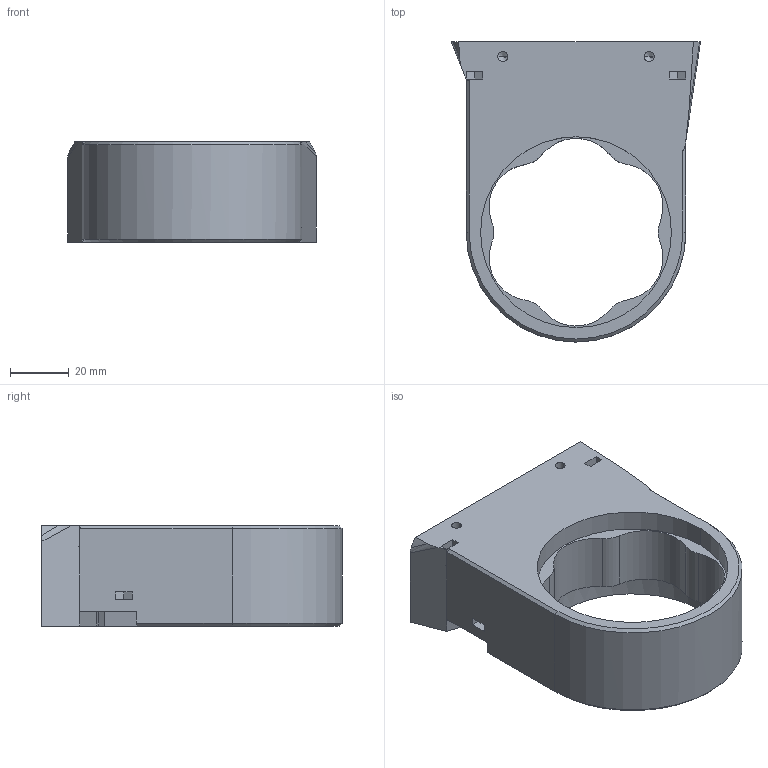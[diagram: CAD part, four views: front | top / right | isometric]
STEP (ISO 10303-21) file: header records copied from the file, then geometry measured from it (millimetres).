
FILE_DESCRIPTION (( 'STEP AP214' ), '1' );
FILE_NAME ('cycloid_housing.STEP', '2025-05-27T14:01:15', ( '' ), ( '' ), 'SwSTEP 2.0', 'SolidWorks 2025', '' );
FILE_SCHEMA (( 'AUTOMOTIVE_DESIGN' ));
Length unit declared in the file: millimetre
Products named in the file (1): cycloid_housing_housing_rotation_shoulder
Bounding box: 85 x 102.5 x 34.2 mm (x, y, z)
Volume: 123259.8 mm3; surface area: 30054.8 mm2
Topology: 1 solids, 1 shells, 185 faces, 491 edges, 309 vertices
Faces by surface type: plane 97, cylinder 53, cone 20, bspline 13, torus 2
Entity records: 6650 total; most frequent: CARTESIAN_POINT 2128, ORIENTED_EDGE 954, DIRECTION 884, EDGE_CURVE 477, VECTOR 312, LINE 312, VERTEX_POINT 309, AXIS2_PLACEMENT_3D 286
